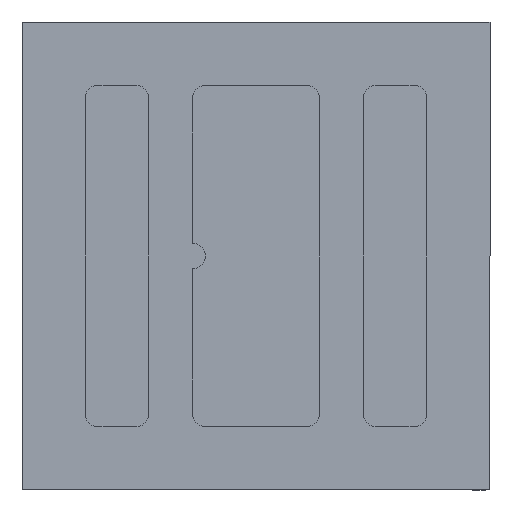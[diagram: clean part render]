
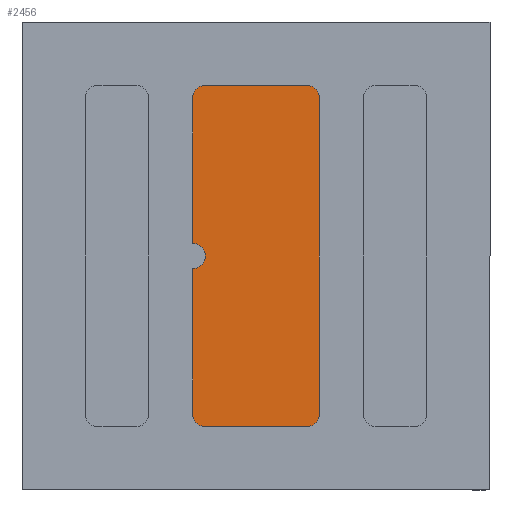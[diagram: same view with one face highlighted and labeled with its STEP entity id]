
A CAD part, front view. The second image highlights one B-rep face of the part: STEP entity #2456.
In plain terms, the highlighted planar face has unit normal (0, -1, 0).
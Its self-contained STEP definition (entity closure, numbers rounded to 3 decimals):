
#15 = LINE ( 'NONE', #1355, #1223 ) ;
#141 = DIRECTION ( 'NONE',  ( 0., 1., 0. ) ) ;
#186 = VERTEX_POINT ( 'NONE', #1654 ) ;
#198 = CARTESIAN_POINT ( 'NONE',  ( -0.5, 0., 1.25 ) ) ;
#268 = ORIENTED_EDGE ( 'NONE', *, *, #1623, .F. ) ;
#293 = CIRCLE ( 'NONE', #2845, 0.1 ) ;
#328 = CARTESIAN_POINT ( 'NONE',  ( -0.4, 0., -1.35 ) ) ;
#380 = VERTEX_POINT ( 'NONE', #1532 ) ;
#422 = EDGE_CURVE ( 'NONE', #975, #1409, #1236, .T. ) ;
#476 = DIRECTION ( 'NONE',  ( 0., 1., 0. ) ) ;
#503 = CARTESIAN_POINT ( 'NONE',  ( 0.5, 0., -1.25 ) ) ;
#526 = LINE ( 'NONE', #503, #2944 ) ;
#534 = ORIENTED_EDGE ( 'NONE', *, *, #1476, .F. ) ;
#618 = AXIS2_PLACEMENT_3D ( 'NONE', #2496, #1057, #2742 ) ;
#633 = VERTEX_POINT ( 'NONE', #835 ) ;
#692 = CARTESIAN_POINT ( 'NONE',  ( -0.5, 0., 0. ) ) ;
#732 = CARTESIAN_POINT ( 'NONE',  ( -0.5, 0., 0. ) ) ;
#773 = VERTEX_POINT ( 'NONE', #198 ) ;
#809 = EDGE_CURVE ( 'NONE', #1999, #380, #2900, .T. ) ;
#835 = CARTESIAN_POINT ( 'NONE',  ( 0.4, 0., -1.35 ) ) ;
#939 = DIRECTION ( 'NONE',  ( 0., 0., 1. ) ) ;
#975 = VERTEX_POINT ( 'NONE', #2484 ) ;
#997 = CIRCLE ( 'NONE', #2110, 0.1 ) ;
#1005 = CARTESIAN_POINT ( 'NONE',  ( -0.5, 0., 0.1 ) ) ;
#1057 = DIRECTION ( 'NONE',  ( 0., 1., 0. ) ) ;
#1093 = AXIS2_PLACEMENT_3D ( 'NONE', #1303, #2749, #2501 ) ;
#1155 = EDGE_CURVE ( 'NONE', #1302, #2956, #293, .T. ) ;
#1191 = ORIENTED_EDGE ( 'NONE', *, *, #1155, .F. ) ;
#1209 = PLANE ( 'NONE',  #2195 ) ;
#1212 = DIRECTION ( 'NONE',  ( 0., 0., 1. ) ) ;
#1223 = VECTOR ( 'NONE', #1598, 1000. ) ;
#1226 = CARTESIAN_POINT ( 'NONE',  ( 0.5, 0., -1.25 ) ) ;
#1236 = LINE ( 'NONE', #1250, #1817 ) ;
#1250 = CARTESIAN_POINT ( 'NONE',  ( 0.4, 0., 1.35 ) ) ;
#1266 = AXIS2_PLACEMENT_3D ( 'NONE', #2405, #2660, #1212 ) ;
#1302 = VERTEX_POINT ( 'NONE', #2672 ) ;
#1303 = CARTESIAN_POINT ( 'NONE',  ( -0.4, 0., 1.25 ) ) ;
#1328 = VERTEX_POINT ( 'NONE', #1226 ) ;
#1355 = CARTESIAN_POINT ( 'NONE',  ( -0.5, 0., -0.1 ) ) ;
#1409 = VERTEX_POINT ( 'NONE', #1469 ) ;
#1469 = CARTESIAN_POINT ( 'NONE',  ( 0.4, 0., 1.35 ) ) ;
#1476 = EDGE_CURVE ( 'NONE', #1409, #186, #2107, .T. ) ;
#1477 = ORIENTED_EDGE ( 'NONE', *, *, #2876, .F. ) ;
#1532 = CARTESIAN_POINT ( 'NONE',  ( -0.5, 0., -1.25 ) ) ;
#1575 = DIRECTION ( 'NONE',  ( 0., 0., 1. ) ) ;
#1595 = FACE_OUTER_BOUND ( 'NONE', #2167, .T. ) ;
#1598 = DIRECTION ( 'NONE',  ( 0., 0., 1. ) ) ;
#1623 = EDGE_CURVE ( 'NONE', #380, #1302, #15, .T. ) ;
#1636 = DIRECTION ( 'NONE',  ( 0., 0., 1. ) ) ;
#1654 = CARTESIAN_POINT ( 'NONE',  ( 0.5, 0., 1.25 ) ) ;
#1663 = ORIENTED_EDGE ( 'NONE', *, *, #2809, .F. ) ;
#1736 = VECTOR ( 'NONE', #2966, 1000. ) ;
#1786 = VECTOR ( 'NONE', #1636, 1000. ) ;
#1817 = VECTOR ( 'NONE', #1970, 1000. ) ;
#1828 = CARTESIAN_POINT ( 'NONE',  ( 0.4, 0., -1.25 ) ) ;
#1843 = ORIENTED_EDGE ( 'NONE', *, *, #2395, .F. ) ;
#1929 = DIRECTION ( 'NONE',  ( 0., 0., 1. ) ) ;
#1970 = DIRECTION ( 'NONE',  ( 1., 0., 0. ) ) ;
#1999 = VERTEX_POINT ( 'NONE', #2616 ) ;
#2012 = ORIENTED_EDGE ( 'NONE', *, *, #2051, .F. ) ;
#2051 = EDGE_CURVE ( 'NONE', #2956, #773, #2585, .T. ) ;
#2107 = CIRCLE ( 'NONE', #618, 0.1 ) ;
#2110 = AXIS2_PLACEMENT_3D ( 'NONE', #1828, #141, #1575 ) ;
#2124 = EDGE_CURVE ( 'NONE', #1328, #633, #997, .T. ) ;
#2167 = EDGE_LOOP ( 'NONE', ( #1191, #268, #2461, #1477, #3032, #1843, #534, #2580, #1663, #2012 ) ) ;
#2195 = AXIS2_PLACEMENT_3D ( 'NONE', #732, #476, #1929 ) ;
#2368 = DIRECTION ( 'NONE',  ( 0., -1., 0. ) ) ;
#2395 = EDGE_CURVE ( 'NONE', #186, #1328, #526, .T. ) ;
#2405 = CARTESIAN_POINT ( 'NONE',  ( -0.4, 0., -1.25 ) ) ;
#2456 = ADVANCED_FACE ( 'NONE', ( #1595 ), #1209, .F. ) ;
#2461 = ORIENTED_EDGE ( 'NONE', *, *, #809, .F. ) ;
#2484 = CARTESIAN_POINT ( 'NONE',  ( -0.4, 0., 1.35 ) ) ;
#2496 = CARTESIAN_POINT ( 'NONE',  ( 0.4, 0., 1.25 ) ) ;
#2501 = DIRECTION ( 'NONE',  ( 0., 0., 1. ) ) ;
#2533 = CIRCLE ( 'NONE', #1093, 0.1 ) ;
#2580 = ORIENTED_EDGE ( 'NONE', *, *, #422, .F. ) ;
#2585 = LINE ( 'NONE', #3087, #1786 ) ;
#2616 = CARTESIAN_POINT ( 'NONE',  ( -0.4, 0., -1.35 ) ) ;
#2660 = DIRECTION ( 'NONE',  ( 0., 1., 0. ) ) ;
#2672 = CARTESIAN_POINT ( 'NONE',  ( -0.5, 0., -0.1 ) ) ;
#2673 = DIRECTION ( 'NONE',  ( 0., 0., -1. ) ) ;
#2742 = DIRECTION ( 'NONE',  ( 0., 0., 1. ) ) ;
#2749 = DIRECTION ( 'NONE',  ( 0., 1., 0. ) ) ;
#2809 = EDGE_CURVE ( 'NONE', #773, #975, #2533, .T. ) ;
#2845 = AXIS2_PLACEMENT_3D ( 'NONE', #692, #2368, #939 ) ;
#2876 = EDGE_CURVE ( 'NONE', #633, #1999, #3031, .T. ) ;
#2900 = CIRCLE ( 'NONE', #1266, 0.1 ) ;
#2944 = VECTOR ( 'NONE', #2673, 1000. ) ;
#2956 = VERTEX_POINT ( 'NONE', #1005 ) ;
#2966 = DIRECTION ( 'NONE',  ( -1., 0., 0. ) ) ;
#3031 = LINE ( 'NONE', #328, #1736 ) ;
#3032 = ORIENTED_EDGE ( 'NONE', *, *, #2124, .F. ) ;
#3087 = CARTESIAN_POINT ( 'NONE',  ( -0.5, 0., 1.25 ) ) ;
